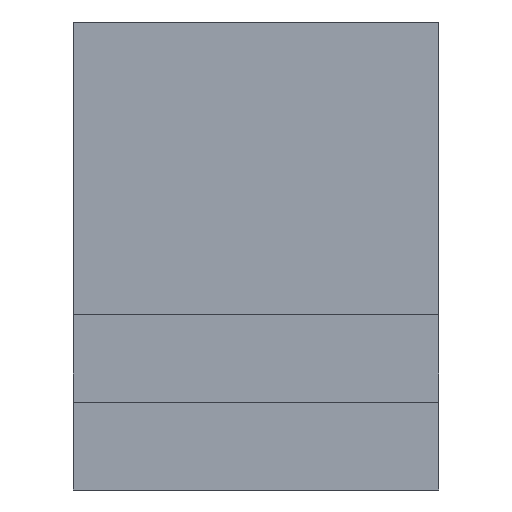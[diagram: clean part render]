
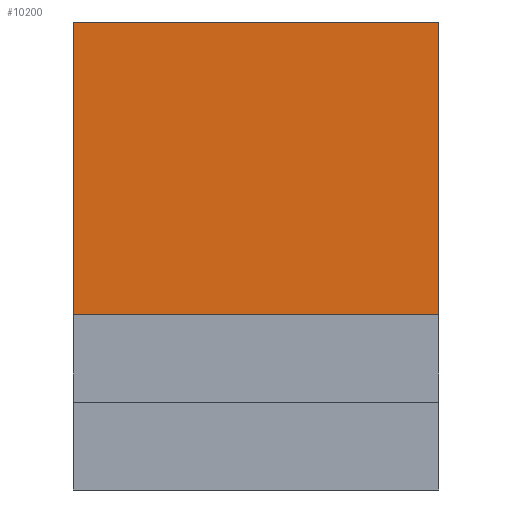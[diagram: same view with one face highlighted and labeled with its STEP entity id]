
A CAD part, front view. The second image highlights one B-rep face of the part: STEP entity #10200.
In plain terms, the highlighted planar face has unit normal (0, -1, 0).
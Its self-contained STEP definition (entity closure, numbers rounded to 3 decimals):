
#673 = LINE ( 'NONE', #4613, #19937 ) ;
#1282 = CARTESIAN_POINT ( 'NONE',  ( 125., 0., -100. ) ) ;
#1931 = ORIENTED_EDGE ( 'NONE', *, *, #2746, .T. ) ;
#2007 = VERTEX_POINT ( 'NONE', #1282 ) ;
#2517 = CARTESIAN_POINT ( 'NONE',  ( 0., 0., -100. ) ) ;
#2746 = EDGE_CURVE ( 'NONE', #3532, #2007, #673, .T. ) ;
#2982 = DIRECTION ( 'NONE',  ( 1., 0., 0. ) ) ;
#3005 = PLANE ( 'NONE',  #14473 ) ;
#3532 = VERTEX_POINT ( 'NONE', #2517 ) ;
#3774 = DIRECTION ( 'NONE',  ( 0., 0., 1. ) ) ;
#4613 = CARTESIAN_POINT ( 'NONE',  ( 0., 0., -100. ) ) ;
#5117 = CARTESIAN_POINT ( 'NONE',  ( 125., 0., 0. ) ) ;
#5813 = DIRECTION ( 'NONE',  ( 1., 0., 0. ) ) ;
#6204 = EDGE_CURVE ( 'NONE', #3532, #12102, #9362, .T. ) ;
#9362 = LINE ( 'NONE', #14348, #17109 ) ;
#10027 = EDGE_LOOP ( 'NONE', ( #10043, #16217, #1931, #15784 ) ) ;
#10043 = ORIENTED_EDGE ( 'NONE', *, *, #19451, .F. ) ;
#10150 = CARTESIAN_POINT ( 'NONE',  ( 125., 0., -100. ) ) ;
#10200 = ADVANCED_FACE ( 'NONE', ( #19919 ), #3005, .T. ) ;
#10246 = VERTEX_POINT ( 'NONE', #5117 ) ;
#10960 = VECTOR ( 'NONE', #5813, 1000. ) ;
#11715 = LINE ( 'NONE', #16865, #10960 ) ;
#11980 = LINE ( 'NONE', #10150, #13703 ) ;
#12102 = VERTEX_POINT ( 'NONE', #16560 ) ;
#13703 = VECTOR ( 'NONE', #3774, 1000. ) ;
#14348 = CARTESIAN_POINT ( 'NONE',  ( 0., 0., -100. ) ) ;
#14473 = AXIS2_PLACEMENT_3D ( 'NONE', #20546, #20747, #18873 ) ;
#15784 = ORIENTED_EDGE ( 'NONE', *, *, #19406, .T. ) ;
#16217 = ORIENTED_EDGE ( 'NONE', *, *, #6204, .F. ) ;
#16560 = CARTESIAN_POINT ( 'NONE',  ( 0., 0., 0. ) ) ;
#16865 = CARTESIAN_POINT ( 'NONE',  ( 0., 0., 0. ) ) ;
#17109 = VECTOR ( 'NONE', #19367, 1000. ) ;
#18873 = DIRECTION ( 'NONE',  ( 0., 0., -1. ) ) ;
#19367 = DIRECTION ( 'NONE',  ( 0., 0., 1. ) ) ;
#19406 = EDGE_CURVE ( 'NONE', #2007, #10246, #11980, .T. ) ;
#19451 = EDGE_CURVE ( 'NONE', #12102, #10246, #11715, .T. ) ;
#19919 = FACE_OUTER_BOUND ( 'NONE', #10027, .T. ) ;
#19937 = VECTOR ( 'NONE', #2982, 1000. ) ;
#20546 = CARTESIAN_POINT ( 'NONE',  ( 0., 0., -100. ) ) ;
#20747 = DIRECTION ( 'NONE',  ( 0., -1., 0. ) ) ;
